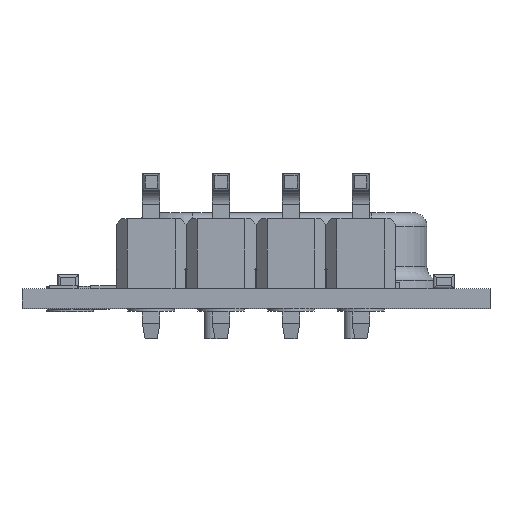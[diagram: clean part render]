
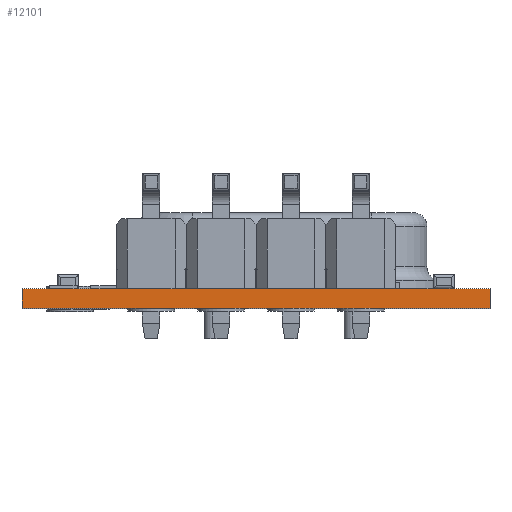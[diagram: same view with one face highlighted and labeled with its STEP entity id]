
A CAD part, top view. The second image highlights one B-rep face of the part: STEP entity #12101.
In plain terms, the highlighted planar face has unit normal (0, 0, 1).
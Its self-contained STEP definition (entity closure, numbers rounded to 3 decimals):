
#1191=FACE_OUTER_BOUND('',#1905,.T.);
#1905=EDGE_LOOP('',(#8860,#8861,#8862,#8863));
#2780=LINE('',#17794,#4202);
#2795=LINE('',#17896,#4217);
#2801=LINE('',#17907,#4223);
#2802=LINE('',#17909,#4224);
#4202=VECTOR('',#14043,10.);
#4217=VECTOR('',#14162,10.);
#4223=VECTOR('',#14172,10.);
#4224=VECTOR('',#14175,10.);
#5561=VERTEX_POINT('',#17792);
#5562=VERTEX_POINT('',#17793);
#5597=VERTEX_POINT('',#17895);
#5600=VERTEX_POINT('',#17905);
#6744=EDGE_CURVE('',#5561,#5562,#2780,.T.);
#6791=EDGE_CURVE('',#5561,#5597,#2795,.T.);
#6797=EDGE_CURVE('',#5562,#5600,#2801,.T.);
#6798=EDGE_CURVE('',#5597,#5600,#2802,.T.);
#8860=ORIENTED_EDGE('',*,*,#6744,.T.);
#8861=ORIENTED_EDGE('',*,*,#6797,.T.);
#8862=ORIENTED_EDGE('',*,*,#6798,.F.);
#8863=ORIENTED_EDGE('',*,*,#6791,.F.);
#11522=PLANE('',#12824);
#12101=ADVANCED_FACE('',(#1191),#11522,.T.);
#12824=AXIS2_PLACEMENT_3D('',#17908,#14173,#14174);
#14043=DIRECTION('',(1.,0.,0.));
#14162=DIRECTION('',(0.,1.,0.));
#14172=DIRECTION('',(0.,1.,0.));
#14173=DIRECTION('center_axis',(0.,0.,1.));
#14174=DIRECTION('ref_axis',(1.,0.,0.));
#14175=DIRECTION('',(1.,0.,0.));
#17792=CARTESIAN_POINT('',(-8.5,0.,6.5));
#17793=CARTESIAN_POINT('',(8.5,0.,6.5));
#17794=CARTESIAN_POINT('',(-8.5,0.,6.5));
#17895=CARTESIAN_POINT('',(-8.5,0.72,6.5));
#17896=CARTESIAN_POINT('',(-8.5,0.,6.5));
#17905=CARTESIAN_POINT('',(8.5,0.72,6.5));
#17907=CARTESIAN_POINT('',(8.5,0.,6.5));
#17908=CARTESIAN_POINT('Origin',(-8.5,0.,6.5));
#17909=CARTESIAN_POINT('',(-8.5,0.72,6.5));
